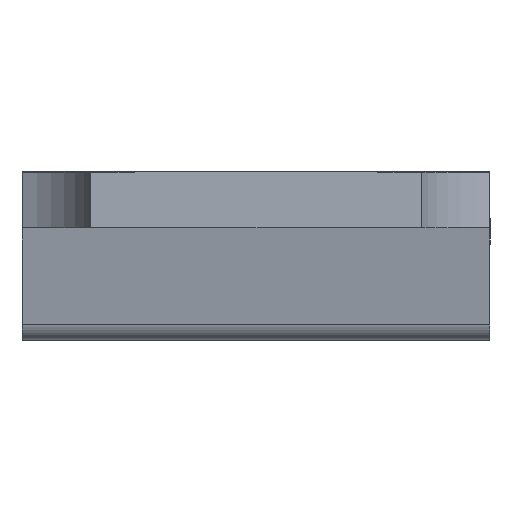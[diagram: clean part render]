
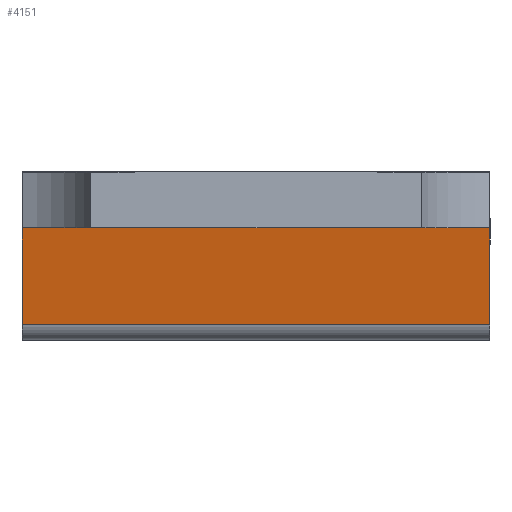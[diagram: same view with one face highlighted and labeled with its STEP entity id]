
A CAD part, left-side view. The second image highlights one B-rep face of the part: STEP entity #4151.
In plain terms, the highlighted planar face has unit normal (-0.986, 0, -0.164).
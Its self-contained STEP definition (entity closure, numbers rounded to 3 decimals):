
#40 = FACE_OUTER_BOUND ( 'NONE', #817, .T. ) ;
#194 = CARTESIAN_POINT ( 'NONE',  ( -0.65, -0.625, -0.075 ) ) ;
#235 = DIRECTION ( 'NONE',  ( -0.164, 0., 0.986 ) ) ;
#246 = ORIENTED_EDGE ( 'NONE', *, *, #2562, .F. ) ;
#817 = EDGE_LOOP ( 'NONE', ( #3820, #6465, #246, #3540 ) ) ;
#967 = VECTOR ( 'NONE', #3117, 1000. ) ;
#1056 = VECTOR ( 'NONE', #7033, 1000. ) ;
#1129 = DIRECTION ( 'NONE',  ( 0.164, 0., -0.986 ) ) ;
#1302 = CARTESIAN_POINT ( 'NONE',  ( -0.607, 0.625, -0.333 ) ) ;
#1904 = VERTEX_POINT ( 'NONE', #6650 ) ;
#2188 = VERTEX_POINT ( 'NONE', #5491 ) ;
#2354 = VERTEX_POINT ( 'NONE', #5552 ) ;
#2562 = EDGE_CURVE ( 'NONE', #1904, #4087, #5740, .T. ) ;
#2799 = DIRECTION ( 'NONE',  ( 0., 1., 0. ) ) ;
#3117 = DIRECTION ( 'NONE',  ( 0.164, 0., -0.986 ) ) ;
#3540 = ORIENTED_EDGE ( 'NONE', *, *, #6194, .T. ) ;
#3576 = LINE ( 'NONE', #194, #5524 ) ;
#3820 = ORIENTED_EDGE ( 'NONE', *, *, #7301, .F. ) ;
#4087 = VERTEX_POINT ( 'NONE', #6610 ) ;
#4122 = VECTOR ( 'NONE', #235, 1000. ) ;
#4151 = ADVANCED_FACE ( 'NONE', ( #40 ), #6661, .F. ) ;
#4805 = AXIS2_PLACEMENT_3D ( 'NONE', #7277, #7955, #1129 ) ;
#5491 = CARTESIAN_POINT ( 'NONE',  ( -0.607, 0.625, -0.333 ) ) ;
#5524 = VECTOR ( 'NONE', #2799, 1000. ) ;
#5552 = CARTESIAN_POINT ( 'NONE',  ( -0.65, 0.625, -0.075 ) ) ;
#5740 = LINE ( 'NONE', #7421, #967 ) ;
#5786 = LINE ( 'NONE', #7015, #4122 ) ;
#6194 = EDGE_CURVE ( 'NONE', #1904, #2354, #3576, .T. ) ;
#6465 = ORIENTED_EDGE ( 'NONE', *, *, #7827, .T. ) ;
#6610 = CARTESIAN_POINT ( 'NONE',  ( -0.607, -0.625, -0.333 ) ) ;
#6650 = CARTESIAN_POINT ( 'NONE',  ( -0.65, -0.625, -0.075 ) ) ;
#6661 = PLANE ( 'NONE',  #4805 ) ;
#6983 = LINE ( 'NONE', #1302, #1056 ) ;
#7015 = CARTESIAN_POINT ( 'NONE',  ( -0.65, 0.625, -0.075 ) ) ;
#7033 = DIRECTION ( 'NONE',  ( 0., -1., 0. ) ) ;
#7277 = CARTESIAN_POINT ( 'NONE',  ( -0.65, 0.625, -0.075 ) ) ;
#7301 = EDGE_CURVE ( 'NONE', #2188, #2354, #5786, .T. ) ;
#7421 = CARTESIAN_POINT ( 'NONE',  ( -0.566, -0.625, -0.578 ) ) ;
#7827 = EDGE_CURVE ( 'NONE', #2188, #4087, #6983, .T. ) ;
#7955 = DIRECTION ( 'NONE',  ( 0.986, 0., 0.164 ) ) ;
